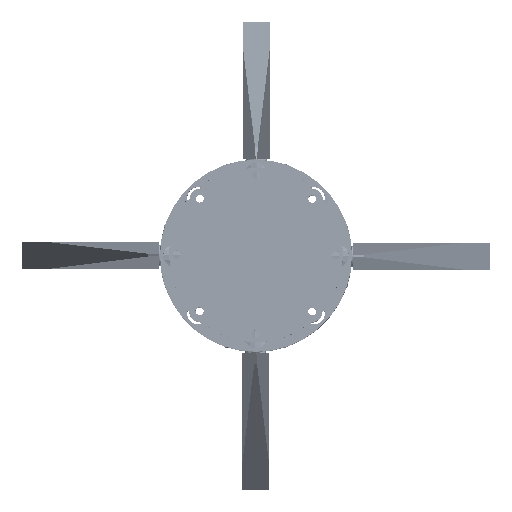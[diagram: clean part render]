
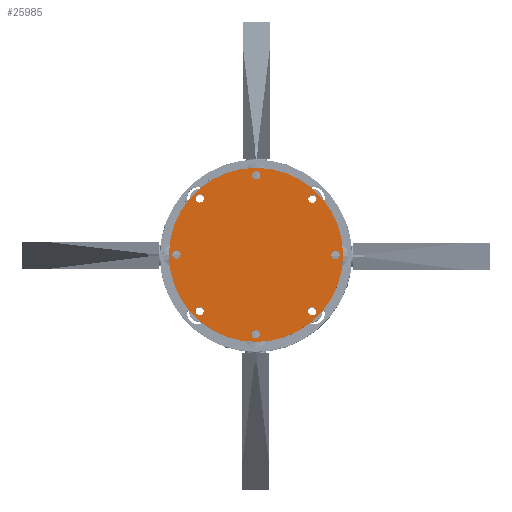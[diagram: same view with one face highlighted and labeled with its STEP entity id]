
A CAD part, top view. The second image highlights one B-rep face of the part: STEP entity #25985.
In plain terms, the highlighted planar face has unit normal (0, 0, 1).
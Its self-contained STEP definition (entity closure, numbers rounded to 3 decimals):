
#663=FACE_BOUND('',#3985,.T.);
#664=FACE_BOUND('',#3986,.T.);
#665=FACE_BOUND('',#3987,.T.);
#666=FACE_BOUND('',#3988,.T.);
#667=FACE_BOUND('',#3989,.T.);
#668=FACE_BOUND('',#3990,.T.);
#669=FACE_BOUND('',#3991,.T.);
#670=FACE_BOUND('',#3992,.T.);
#1370=PLANE('',#28400);
#2569=FACE_OUTER_BOUND('',#3984,.T.);
#3984=EDGE_LOOP('',(#24266));
#3985=EDGE_LOOP('',(#24267));
#3986=EDGE_LOOP('',(#24268));
#3987=EDGE_LOOP('',(#24269));
#3988=EDGE_LOOP('',(#24270));
#3989=EDGE_LOOP('',(#24271));
#3990=EDGE_LOOP('',(#24272));
#3991=EDGE_LOOP('',(#24273));
#3992=EDGE_LOOP('',(#24274));
#10013=CIRCLE('',#28380,1.5);
#10015=CIRCLE('',#28383,1.5);
#10017=CIRCLE('',#28386,1.5);
#10019=CIRCLE('',#28389,1.5);
#10021=CIRCLE('',#28392,1.5);
#10023=CIRCLE('',#28395,1.5);
#10025=CIRCLE('',#28398,1.5);
#10027=CIRCLE('',#28401,31.75);
#10028=CIRCLE('',#28402,1.5);
#12774=VERTEX_POINT('',#51437);
#12776=VERTEX_POINT('',#51443);
#12778=VERTEX_POINT('',#51449);
#12780=VERTEX_POINT('',#51455);
#12782=VERTEX_POINT('',#51461);
#12784=VERTEX_POINT('',#51467);
#12786=VERTEX_POINT('',#51473);
#12788=VERTEX_POINT('',#51479);
#12789=VERTEX_POINT('',#51481);
#16608=EDGE_CURVE('',#12774,#12774,#10013,.T.);
#16611=EDGE_CURVE('',#12776,#12776,#10015,.T.);
#16614=EDGE_CURVE('',#12778,#12778,#10017,.T.);
#16617=EDGE_CURVE('',#12780,#12780,#10019,.T.);
#16620=EDGE_CURVE('',#12782,#12782,#10021,.T.);
#16623=EDGE_CURVE('',#12784,#12784,#10023,.T.);
#16626=EDGE_CURVE('',#12786,#12786,#10025,.T.);
#16629=EDGE_CURVE('',#12788,#12788,#10027,.T.);
#16630=EDGE_CURVE('',#12789,#12789,#10028,.T.);
#24266=ORIENTED_EDGE('',*,*,#16629,.F.);
#24267=ORIENTED_EDGE('',*,*,#16608,.T.);
#24268=ORIENTED_EDGE('',*,*,#16611,.T.);
#24269=ORIENTED_EDGE('',*,*,#16614,.T.);
#24270=ORIENTED_EDGE('',*,*,#16617,.T.);
#24271=ORIENTED_EDGE('',*,*,#16620,.T.);
#24272=ORIENTED_EDGE('',*,*,#16623,.T.);
#24273=ORIENTED_EDGE('',*,*,#16626,.T.);
#24274=ORIENTED_EDGE('',*,*,#16630,.F.);
#25985=ADVANCED_FACE('',(#2569,#663,#664,#665,#666,#667,#668,#669,#670),
#1370,.T.);
#28380=AXIS2_PLACEMENT_3D('',#51438,#34964,#34965);
#28383=AXIS2_PLACEMENT_3D('',#51444,#34971,#34972);
#28386=AXIS2_PLACEMENT_3D('',#51450,#34978,#34979);
#28389=AXIS2_PLACEMENT_3D('',#51456,#34985,#34986);
#28392=AXIS2_PLACEMENT_3D('',#51462,#34992,#34993);
#28395=AXIS2_PLACEMENT_3D('',#51468,#34999,#35000);
#28398=AXIS2_PLACEMENT_3D('',#51474,#35006,#35007);
#28400=AXIS2_PLACEMENT_3D('',#51478,#35011,#35012);
#28401=AXIS2_PLACEMENT_3D('',#51480,#35013,#35014);
#28402=AXIS2_PLACEMENT_3D('',#51482,#35015,#35016);
#34964=DIRECTION('center_axis',(0.,0.,-1.));
#34965=DIRECTION('ref_axis',(-0.707,0.707,0.));
#34971=DIRECTION('center_axis',(0.,0.,-1.));
#34972=DIRECTION('ref_axis',(0.,1.,0.));
#34978=DIRECTION('center_axis',(0.,0.,-1.));
#34979=DIRECTION('ref_axis',(0.707,0.707,0.));
#34985=DIRECTION('center_axis',(0.,0.,-1.));
#34986=DIRECTION('ref_axis',(1.,0.,0.));
#34992=DIRECTION('center_axis',(0.,0.,-1.));
#34993=DIRECTION('ref_axis',(0.707,-0.707,0.));
#34999=DIRECTION('center_axis',(0.,0.,-1.));
#35000=DIRECTION('ref_axis',(0.,-1.,0.));
#35006=DIRECTION('center_axis',(0.,0.,-1.));
#35007=DIRECTION('ref_axis',(-0.707,-0.707,0.));
#35011=DIRECTION('center_axis',(0.,0.,1.));
#35012=DIRECTION('ref_axis',(1.,0.,0.));
#35013=DIRECTION('center_axis',(0.,0.,-1.));
#35014=DIRECTION('ref_axis',(1.,0.,0.));
#35015=DIRECTION('center_axis',(0.,0.,1.));
#35016=DIRECTION('ref_axis',(-1.,0.,0.));
#51437=CARTESIAN_POINT('',(-19.508,-21.504,5.));
#51438=CARTESIAN_POINT('Origin',(-20.568,-20.444,5.));
#51443=CARTESIAN_POINT('',(-29.,-1.412,5.));
#51444=CARTESIAN_POINT('Origin',(-29.,0.088,5.));
#51449=CARTESIAN_POINT('',(-21.504,19.508,5.));
#51450=CARTESIAN_POINT('Origin',(-20.444,20.568,5.));
#51455=CARTESIAN_POINT('',(-1.412,29.,5.));
#51456=CARTESIAN_POINT('Origin',(0.088,29.,5.));
#51461=CARTESIAN_POINT('',(19.508,21.504,5.));
#51462=CARTESIAN_POINT('Origin',(20.568,20.444,5.));
#51467=CARTESIAN_POINT('',(29.,1.412,5.));
#51468=CARTESIAN_POINT('Origin',(29.,-0.088,5.));
#51473=CARTESIAN_POINT('',(21.504,-19.508,5.));
#51474=CARTESIAN_POINT('Origin',(20.444,-20.568,5.));
#51478=CARTESIAN_POINT('Origin',(0.,0.,5.));
#51479=CARTESIAN_POINT('',(-31.75,0.,5.));
#51480=CARTESIAN_POINT('Origin',(0.,0.,5.));
#51481=CARTESIAN_POINT('',(1.412,-29.,5.));
#51482=CARTESIAN_POINT('Origin',(-0.088,-29.,
5.));
